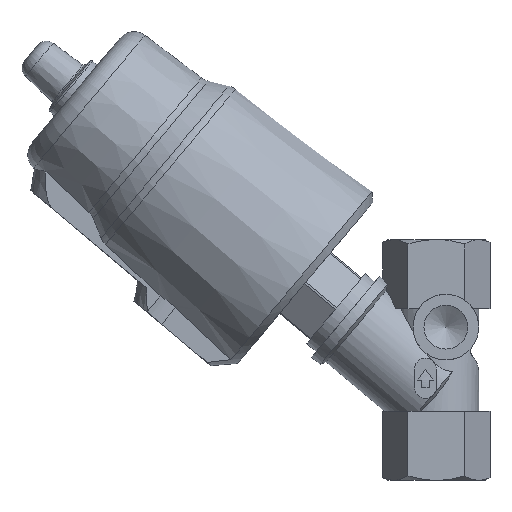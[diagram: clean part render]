
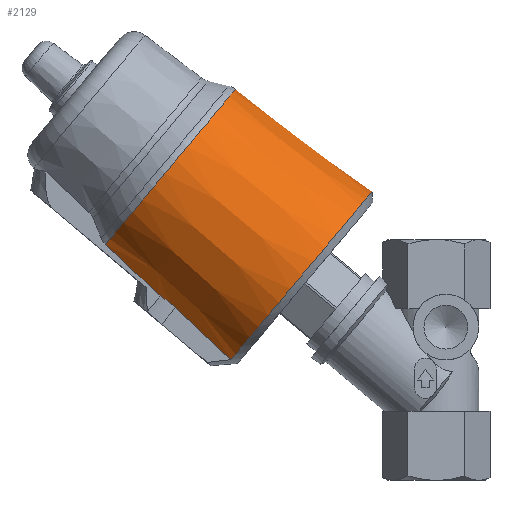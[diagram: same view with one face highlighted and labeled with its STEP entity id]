
A CAD part, left-side view. The second image highlights one B-rep face of the part: STEP entity #2129.
In plain terms, the highlighted conical face has half-angle 3 degrees and reference radius 28.445 mm.
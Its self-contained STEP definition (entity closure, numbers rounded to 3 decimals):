
#270=CONICAL_SURFACE('',#2326,28.445,0.052);
#370=B_SPLINE_CURVE_WITH_KNOTS('',3,(#3472,#3473,#3474,#3475),
 .UNSPECIFIED.,.F.,.F.,(4,4),(0.001,0.022),
 .UNSPECIFIED.);
#371=B_SPLINE_CURVE_WITH_KNOTS('',3,(#3478,#3479,#3480,#3481,#3482,#3483,
#3484,#3485,#3486,#3487,#3488,#3489,#3490,#3491,#3492,#3493,#3494,#3495,
#3496,#3497,#3498,#3499,#3500,#3501,#3502,#3503,#3504,#3505,#3506,#3507,
#3508,#3509,#3510,#3511,#3512,#3513,#3514,#3515,#3516,#3517,#3518,#3519,
#3520),.UNSPECIFIED.,.F.,.F.,(4,1,1,1,1,1,1,1,1,1,1,1,1,1,1,1,1,1,1,1,1,
1,1,1,1,1,1,1,1,1,1,1,1,1,1,1,1,1,1,1,4),(0.107,0.112,
0.115,0.118,0.123,0.126,
0.129,0.131,0.134,0.137,
0.14,0.142,0.145,0.15,
0.153,0.156,0.161,0.164,
0.167,0.172,0.177,0.183,
0.188,0.194,0.199,0.205,
0.21,0.215,0.221,0.226,
0.232,0.237,0.243,0.248,
0.253,0.259,0.264,0.267,
0.27,0.275,0.28),.UNSPECIFIED.);
#372=B_SPLINE_CURVE_WITH_KNOTS('',3,(#3522,#3523,#3524,#3525),
 .UNSPECIFIED.,.F.,.F.,(4,4),(0.001,0.022),
 .UNSPECIFIED.);
#373=B_SPLINE_CURVE_WITH_KNOTS('',3,(#3527,#3528,#3529,#3530,#3531),
 .UNSPECIFIED.,.F.,.F.,(4,1,4),(0.001,0.004,
0.007),.UNSPECIFIED.);
#374=B_SPLINE_CURVE_WITH_KNOTS('',3,(#3533,#3534,#3535,#3536),
 .UNSPECIFIED.,.F.,.F.,(4,4),(0.063,0.084),
 .UNSPECIFIED.);
#375=B_SPLINE_CURVE_WITH_KNOTS('',3,(#3537,#3538,#3539,#3540),
 .UNSPECIFIED.,.F.,.F.,(4,4),(0.063,0.084),
 .UNSPECIFIED.);
#376=B_SPLINE_CURVE_WITH_KNOTS('',3,(#3542,#3543,#3544,#3545),
 .UNSPECIFIED.,.F.,.F.,(4,4),(0.001,0.006),
 .UNSPECIFIED.);
#597=ORIENTED_EDGE('',*,*,#1217,.T.);
#598=ORIENTED_EDGE('',*,*,#1218,.T.);
#599=ORIENTED_EDGE('',*,*,#1219,.F.);
#600=ORIENTED_EDGE('',*,*,#1220,.F.);
#601=ORIENTED_EDGE('',*,*,#1221,.F.);
#602=ORIENTED_EDGE('',*,*,#1214,.T.);
#603=ORIENTED_EDGE('',*,*,#1222,.T.);
#604=ORIENTED_EDGE('',*,*,#1223,.F.);
#1214=EDGE_CURVE('',#1519,#1520,#1696,.T.);
#1217=EDGE_CURVE('',#1521,#1522,#370,.T.);
#1218=EDGE_CURVE('',#1522,#1523,#371,.T.);
#1219=EDGE_CURVE('',#1524,#1523,#372,.T.);
#1220=EDGE_CURVE('',#1525,#1524,#373,.T.);
#1221=EDGE_CURVE('',#1519,#1525,#374,.T.);
#1222=EDGE_CURVE('',#1520,#1526,#375,.T.);
#1223=EDGE_CURVE('',#1521,#1526,#376,.T.);
#1519=VERTEX_POINT('',#3461);
#1520=VERTEX_POINT('',#3462);
#1521=VERTEX_POINT('',#3476);
#1522=VERTEX_POINT('',#3477);
#1523=VERTEX_POINT('',#3521);
#1524=VERTEX_POINT('',#3526);
#1525=VERTEX_POINT('',#3532);
#1526=VERTEX_POINT('',#3541);
#1696=CIRCLE('',#2325,28.445);
#1765=EDGE_LOOP('',(#597,#598,#599,#600,#601,#602,#603,#604));
#1935=FACE_BOUND('',#1765,.T.);
#2129=ADVANCED_FACE('',(#1935),#270,.T.);
#2325=AXIS2_PLACEMENT_3D('',#3460,#2636,#2637);
#2326=AXIS2_PLACEMENT_3D('',#3471,#2638,#2639);
#2636=DIRECTION('',(0.643,-0.766,0.));
#2637=DIRECTION('',(0.766,0.643,0.));
#2638=DIRECTION('',(0.643,-0.766,0.));
#2639=DIRECTION('',(0.766,0.643,0.));
#3460=CARTESIAN_POINT('',(-85.47,73.298,0.));
#3461=CARTESIAN_POINT('',(-64.675,90.747,8.5));
#3462=CARTESIAN_POINT('',(-64.675,90.747,-8.5));
#3471=CARTESIAN_POINT('',(-85.47,73.298,0.));
#3472=CARTESIAN_POINT('',(-47.323,71.513,-10.));
#3473=CARTESIAN_POINT('',(-42.569,66.448,-10.));
#3474=CARTESIAN_POINT('',(-37.816,61.383,-10.));
#3475=CARTESIAN_POINT('',(-33.064,56.317,-10.));
#3476=CARTESIAN_POINT('',(-47.323,71.513,-10.));
#3477=CARTESIAN_POINT('',(-33.064,56.317,-10.));
#3478=CARTESIAN_POINT('',(-33.064,56.317,-10.));
#3479=CARTESIAN_POINT('',(-33.511,55.942,-11.705));
#3480=CARTESIAN_POINT('',(-34.349,55.238,-14.182));
#3481=CARTESIAN_POINT('',(-35.812,54.01,-17.301));
#3482=CARTESIAN_POINT('',(-37.455,52.632,-20.196));
#3483=CARTESIAN_POINT('',(-39.382,51.015,-22.802));
#3484=CARTESIAN_POINT('',(-41.574,49.175,-25.07));
#3485=CARTESIAN_POINT('',(-43.303,47.725,-26.554));
#3486=CARTESIAN_POINT('',(-45.123,46.197,-27.838));
#3487=CARTESIAN_POINT('',(-47.046,44.584,-28.92));
#3488=CARTESIAN_POINT('',(-49.031,42.918,-29.774));
#3489=CARTESIAN_POINT('',(-51.045,41.228,-30.391));
#3490=CARTESIAN_POINT('',(-53.094,39.509,-30.779));
#3491=CARTESIAN_POINT('',(-55.889,37.163,-30.982));
#3492=CARTESIAN_POINT('',(-58.651,34.845,-30.702));
#3493=CARTESIAN_POINT('',(-61.353,32.577,-29.959));
#3494=CARTESIAN_POINT('',(-64.035,30.327,-28.891));
#3495=CARTESIAN_POINT('',(-66.547,28.219,-27.392));
#3496=CARTESIAN_POINT('',(-68.893,26.25,-25.477));
#3497=CARTESIAN_POINT('',(-71.13,24.374,-23.268));
#3498=CARTESIAN_POINT('',(-73.577,22.32,-20.112));
#3499=CARTESIAN_POINT('',(-76.011,20.277,-15.623));
#3500=CARTESIAN_POINT('',(-77.773,18.799,-10.737));
#3501=CARTESIAN_POINT('',(-78.875,17.874,-5.442));
#3502=CARTESIAN_POINT('',(-79.241,17.567,0.007));
#3503=CARTESIAN_POINT('',(-78.876,17.874,5.433));
#3504=CARTESIAN_POINT('',(-77.774,18.798,10.733));
#3505=CARTESIAN_POINT('',(-76.013,20.276,15.619));
#3506=CARTESIAN_POINT('',(-73.58,22.318,20.108));
#3507=CARTESIAN_POINT('',(-70.64,24.785,23.901));
#3508=CARTESIAN_POINT('',(-67.17,27.696,27.024));
#3509=CARTESIAN_POINT('',(-63.411,30.851,29.263));
#3510=CARTESIAN_POINT('',(-59.329,34.276,30.637));
#3511=CARTESIAN_POINT('',(-55.208,37.734,31.05));
#3512=CARTESIAN_POINT('',(-51.016,41.252,30.507));
#3513=CARTESIAN_POINT('',(-47.035,44.593,29.042));
#3514=CARTESIAN_POINT('',(-43.244,47.774,26.649));
#3515=CARTESIAN_POINT('',(-40.455,50.114,24.015));
#3516=CARTESIAN_POINT('',(-38.417,51.824,21.499));
#3517=CARTESIAN_POINT('',(-36.587,53.36,18.798));
#3518=CARTESIAN_POINT('',(-34.646,54.989,15.048));
#3519=CARTESIAN_POINT('',(-33.51,55.942,11.704));
#3520=CARTESIAN_POINT('',(-33.064,56.317,10.));
#3521=CARTESIAN_POINT('',(-33.064,56.317,10.));
#3522=CARTESIAN_POINT('',(-47.323,71.513,10.));
#3523=CARTESIAN_POINT('',(-42.569,66.448,10.));
#3524=CARTESIAN_POINT('',(-37.816,61.383,10.));
#3525=CARTESIAN_POINT('',(-33.064,56.317,10.));
#3526=CARTESIAN_POINT('',(-47.323,71.513,10.));
#3527=CARTESIAN_POINT('',(-50.554,75.678,8.5));
#3528=CARTESIAN_POINT('',(-50.131,75.014,8.984));
#3529=CARTESIAN_POINT('',(-49.149,73.596,9.742));
#3530=CARTESIAN_POINT('',(-47.963,72.195,10.));
#3531=CARTESIAN_POINT('',(-47.323,71.513,10.));
#3532=CARTESIAN_POINT('',(-50.554,75.678,8.5));
#3533=CARTESIAN_POINT('',(-64.675,90.747,8.5));
#3534=CARTESIAN_POINT('',(-59.967,85.725,8.5));
#3535=CARTESIAN_POINT('',(-55.261,80.702,8.5));
#3536=CARTESIAN_POINT('',(-50.554,75.678,8.5));
#3537=CARTESIAN_POINT('',(-64.675,90.747,-8.5));
#3538=CARTESIAN_POINT('',(-59.967,85.725,-8.5));
#3539=CARTESIAN_POINT('',(-55.261,80.702,-8.5));
#3540=CARTESIAN_POINT('',(-50.554,75.678,-8.5));
#3541=CARTESIAN_POINT('',(-50.554,75.678,-8.5));
#3542=CARTESIAN_POINT('',(-47.323,71.513,-10.));
#3543=CARTESIAN_POINT('',(-48.588,72.861,-10.));
#3544=CARTESIAN_POINT('',(-49.698,74.335,-9.479));
#3545=CARTESIAN_POINT('',(-50.554,75.678,-8.5));
